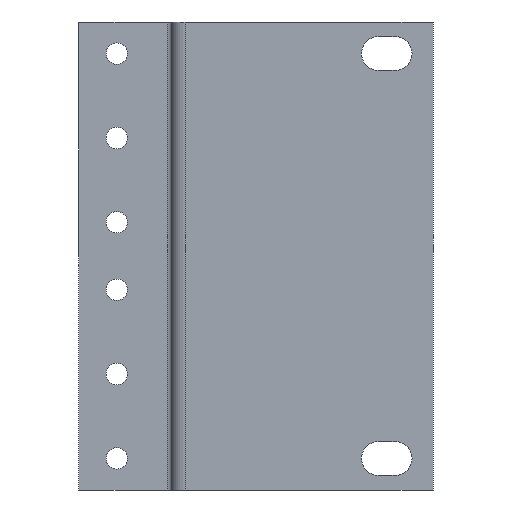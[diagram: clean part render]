
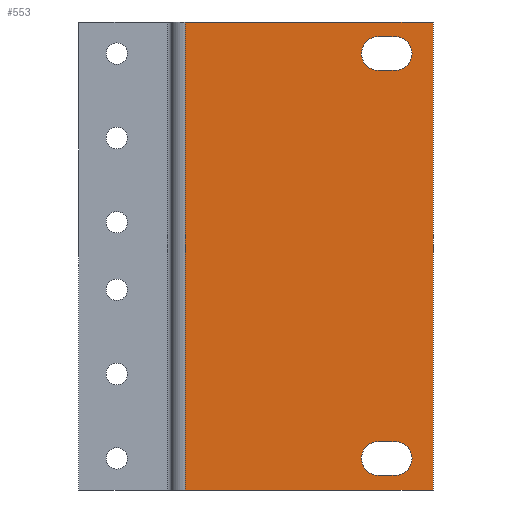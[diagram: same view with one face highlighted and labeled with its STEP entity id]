
A CAD part, front view. The second image highlights one B-rep face of the part: STEP entity #553.
In plain terms, the highlighted planar face has unit normal (0, -1, 0).
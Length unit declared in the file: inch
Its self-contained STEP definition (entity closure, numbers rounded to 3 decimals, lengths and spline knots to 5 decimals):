
#11 = DIRECTION ( 'NONE',  ( 1., 0., 0. ) ) ;
#14 = EDGE_CURVE ( 'NONE', #84, #466, #771, .T. ) ;
#17 = VERTEX_POINT ( 'NONE', #293 ) ;
#30 = FACE_OUTER_BOUND ( 'NONE', #869, .T. ) ;
#32 = CIRCLE ( 'NONE', #853, 0.125 ) ;
#38 = CARTESIAN_POINT ( 'NONE',  ( 0.906, 0., 1.5 ) ) ;
#39 = EDGE_CURVE ( 'NONE', #48, #563, #644, .T. ) ;
#41 = VERTEX_POINT ( 'NONE', #373 ) ;
#48 = VERTEX_POINT ( 'NONE', #585 ) ;
#56 = AXIS2_PLACEMENT_3D ( 'NONE', #232, #379, #589 ) ;
#83 = DIRECTION ( 'NONE',  ( 0., 0., -1. ) ) ;
#84 = VERTEX_POINT ( 'NONE', #446 ) ;
#85 = CARTESIAN_POINT ( 'NONE',  ( -1.3125, 0., -1.625 ) ) ;
#87 = CARTESIAN_POINT ( 'NONE',  ( 0.906, 0., -1.625 ) ) ;
#89 = AXIS2_PLACEMENT_3D ( 'NONE', #264, #468, #543 ) ;
#93 = ORIENTED_EDGE ( 'NONE', *, *, #791, .T. ) ;
#94 = CARTESIAN_POINT ( 'NONE',  ( 1.031, 0., 1.625 ) ) ;
#117 = CARTESIAN_POINT ( 'NONE',  ( -1.3125, 0., -1.734 ) ) ;
#124 = LINE ( 'NONE', #531, #582 ) ;
#143 = CARTESIAN_POINT ( 'NONE',  ( -0.52469, 0., 1.734 ) ) ;
#148 = CIRCLE ( 'NONE', #361, 0.125 ) ;
#159 = EDGE_CURVE ( 'NONE', #812, #48, #788, .T. ) ;
#168 = EDGE_CURVE ( 'NONE', #316, #551, #124, .T. ) ;
#181 = CARTESIAN_POINT ( 'NONE',  ( -1.3125, 0., -1.734 ) ) ;
#192 = VERTEX_POINT ( 'NONE', #882 ) ;
#219 = ORIENTED_EDGE ( 'NONE', *, *, #168, .T. ) ;
#225 = ORIENTED_EDGE ( 'NONE', *, *, #885, .T. ) ;
#232 = CARTESIAN_POINT ( 'NONE',  ( 0.906, 0., -1.5 ) ) ;
#245 = EDGE_CURVE ( 'NONE', #551, #84, #148, .T. ) ;
#248 = DIRECTION ( 'NONE',  ( -1., 0., 0. ) ) ;
#255 = FACE_BOUND ( 'NONE', #690, .T. ) ;
#262 = ORIENTED_EDGE ( 'NONE', *, *, #586, .T. ) ;
#264 = CARTESIAN_POINT ( 'NONE',  ( 1.031, 0., 1.5 ) ) ;
#280 = ORIENTED_EDGE ( 'NONE', *, *, #704, .T. ) ;
#282 = VECTOR ( 'NONE', #11, 39.37008 ) ;
#293 = CARTESIAN_POINT ( 'NONE',  ( 1.031, 0., -1.625 ) ) ;
#307 = DIRECTION ( 'NONE',  ( 1., 0., 0. ) ) ;
#316 = VERTEX_POINT ( 'NONE', #429 ) ;
#341 = CARTESIAN_POINT ( 'NONE',  ( 1.031, 0., -1.375 ) ) ;
#361 = AXIS2_PLACEMENT_3D ( 'NONE', #38, #591, #876 ) ;
#362 = VECTOR ( 'NONE', #825, 39.37008 ) ;
#367 = ORIENTED_EDGE ( 'NONE', *, *, #14, .T. ) ;
#373 = CARTESIAN_POINT ( 'NONE',  ( -0.52469, 0., -1.734 ) ) ;
#379 = DIRECTION ( 'NONE',  ( 0., 1., 0. ) ) ;
#389 = VECTOR ( 'NONE', #888, 39.37008 ) ;
#405 = EDGE_CURVE ( 'NONE', #715, #807, #624, .T. ) ;
#411 = VECTOR ( 'NONE', #838, 39.37008 ) ;
#412 = VECTOR ( 'NONE', #606, 39.37008 ) ;
#419 = ORIENTED_EDGE ( 'NONE', *, *, #39, .T. ) ;
#422 = CARTESIAN_POINT ( 'NONE',  ( -1.3125, 0., 1.625 ) ) ;
#429 = CARTESIAN_POINT ( 'NONE',  ( 1.031, 0., 1.375 ) ) ;
#436 = VECTOR ( 'NONE', #307, 39.37008 ) ;
#446 = CARTESIAN_POINT ( 'NONE',  ( 0.906, 0., 1.625 ) ) ;
#466 = VERTEX_POINT ( 'NONE', #94 ) ;
#468 = DIRECTION ( 'NONE',  ( 0., 1., 0. ) ) ;
#505 = LINE ( 'NONE', #85, #893 ) ;
#525 = FACE_BOUND ( 'NONE', #840, .T. ) ;
#531 = CARTESIAN_POINT ( 'NONE',  ( -1.3125, 0., 1.375 ) ) ;
#536 = ORIENTED_EDGE ( 'NONE', *, *, #159, .T. ) ;
#543 = DIRECTION ( 'NONE',  ( 0., 0., 1. ) ) ;
#551 = VERTEX_POINT ( 'NONE', #880 ) ;
#552 = LINE ( 'NONE', #813, #362 ) ;
#553 = ADVANCED_FACE ( 'NONE', ( #30, #255, #525 ), #796, .T. ) ;
#556 = CARTESIAN_POINT ( 'NONE',  ( -1.3125, 0., 1.734 ) ) ;
#563 = VERTEX_POINT ( 'NONE', #341 ) ;
#582 = VECTOR ( 'NONE', #248, 39.37008 ) ;
#585 = CARTESIAN_POINT ( 'NONE',  ( 0.906, 0., -1.375 ) ) ;
#586 = EDGE_CURVE ( 'NONE', #466, #316, #718, .T. ) ;
#589 = DIRECTION ( 'NONE',  ( 0., 0., 1. ) ) ;
#591 = DIRECTION ( 'NONE',  ( 0., 1., 0. ) ) ;
#605 = DIRECTION ( 'NONE',  ( 0., 0., 1. ) ) ;
#606 = DIRECTION ( 'NONE',  ( 0., 0., 1. ) ) ;
#610 = CARTESIAN_POINT ( 'NONE',  ( 1.031, 0., -1.5 ) ) ;
#612 = AXIS2_PLACEMENT_3D ( 'NONE', #181, #711, #83 ) ;
#624 = LINE ( 'NONE', #556, #411 ) ;
#634 = DIRECTION ( 'NONE',  ( -1., 0., 0. ) ) ;
#644 = LINE ( 'NONE', #656, #436 ) ;
#649 = CARTESIAN_POINT ( 'NONE',  ( 1.3125, 0., -1.734 ) ) ;
#655 = EDGE_CURVE ( 'NONE', #807, #41, #552, .T. ) ;
#656 = CARTESIAN_POINT ( 'NONE',  ( -1.3125, 0., -1.375 ) ) ;
#671 = DIRECTION ( 'NONE',  ( 0., 1., 0. ) ) ;
#675 = CARTESIAN_POINT ( 'NONE',  ( 1.3125, 0., 1.734 ) ) ;
#690 = EDGE_LOOP ( 'NONE', ( #419, #723, #93, #536 ) ) ;
#695 = EDGE_CURVE ( 'NONE', #563, #17, #32, .T. ) ;
#704 = EDGE_CURVE ( 'NONE', #41, #192, #747, .T. ) ;
#711 = DIRECTION ( 'NONE',  ( 0., -1., 0. ) ) ;
#715 = VERTEX_POINT ( 'NONE', #675 ) ;
#718 = CIRCLE ( 'NONE', #89, 0.125 ) ;
#723 = ORIENTED_EDGE ( 'NONE', *, *, #695, .T. ) ;
#747 = LINE ( 'NONE', #117, #389 ) ;
#757 = ORIENTED_EDGE ( 'NONE', *, *, #405, .T. ) ;
#771 = LINE ( 'NONE', #422, #282 ) ;
#788 = CIRCLE ( 'NONE', #56, 0.125 ) ;
#791 = EDGE_CURVE ( 'NONE', #17, #812, #505, .T. ) ;
#796 = PLANE ( 'NONE',  #612 ) ;
#806 = ORIENTED_EDGE ( 'NONE', *, *, #655, .T. ) ;
#807 = VERTEX_POINT ( 'NONE', #143 ) ;
#812 = VERTEX_POINT ( 'NONE', #87 ) ;
#813 = CARTESIAN_POINT ( 'NONE',  ( -0.52469, 0., -1.734 ) ) ;
#825 = DIRECTION ( 'NONE',  ( 0., 0., -1. ) ) ;
#835 = ORIENTED_EDGE ( 'NONE', *, *, #245, .T. ) ;
#838 = DIRECTION ( 'NONE',  ( -1., 0., 0. ) ) ;
#840 = EDGE_LOOP ( 'NONE', ( #835, #367, #262, #219 ) ) ;
#853 = AXIS2_PLACEMENT_3D ( 'NONE', #610, #671, #605 ) ;
#869 = EDGE_LOOP ( 'NONE', ( #280, #225, #757, #806 ) ) ;
#870 = LINE ( 'NONE', #649, #412 ) ;
#876 = DIRECTION ( 'NONE',  ( 0., 0., 1. ) ) ;
#880 = CARTESIAN_POINT ( 'NONE',  ( 0.906, 0., 1.375 ) ) ;
#882 = CARTESIAN_POINT ( 'NONE',  ( 1.3125, 0., -1.734 ) ) ;
#885 = EDGE_CURVE ( 'NONE', #192, #715, #870, .T. ) ;
#888 = DIRECTION ( 'NONE',  ( 1., 0., 0. ) ) ;
#893 = VECTOR ( 'NONE', #634, 39.37008 ) ;
